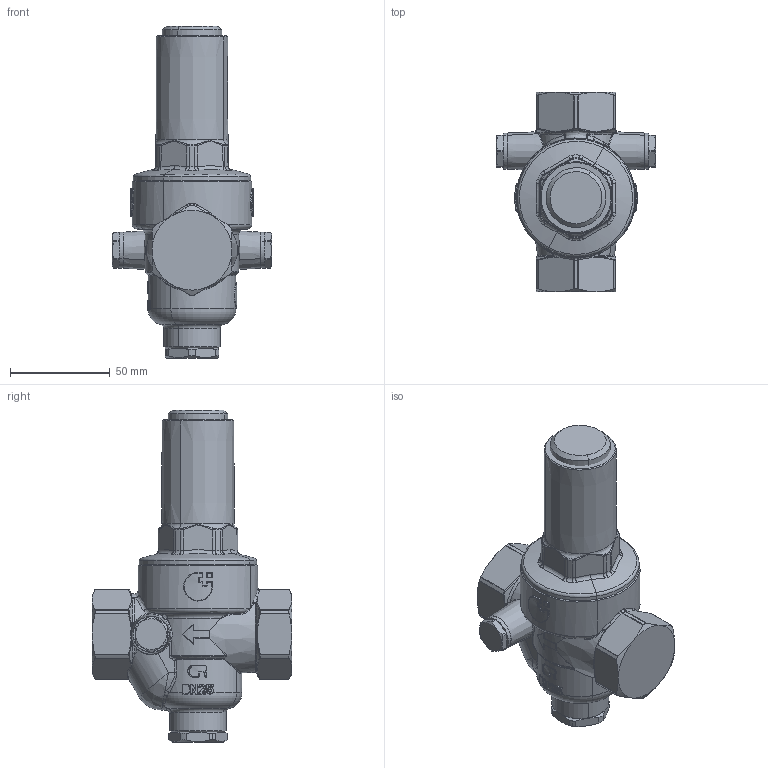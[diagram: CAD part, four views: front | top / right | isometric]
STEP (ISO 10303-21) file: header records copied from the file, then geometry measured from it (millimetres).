
FILE_DESCRIPTION(('CATIA V5 STEP Exchange'),'2;1');
FILE_NAME('STEP_536265_-_TST.stp','2017-09-26T07:03:23+00:00',('none'),('none'),'CATIA Version 5-6 Release 2014 SP5','CATIA V5 STEP AP203','none');
FILE_SCHEMA(('CONFIG_CONTROL_DESIGN'));
Length unit declared in the file: millimetre
Products named in the file (1): 536265 - TST
Bounding box: 80 x 100 x 166.3 mm (x, y, z)
Surface area: 37555.7 mm2 (no closed solid volume)
Topology: 0 solids, 15 shells, 744 faces, 1918 edges, 1112 vertices
Faces by surface type: bspline 285, cylinder 167, plane 110, torus 70, cone 63, sphere 49
Entity records: 33612 total; most frequent: CARTESIAN_POINT 20074, ORIENTED_EDGE 3492, EDGE_CURVE 1862, DIRECTION 1668, VERTEX_POINT 1112, AXIS2_PLACEMENT_3D 839, ADVANCED_FACE 744, EDGE_LOOP 744
